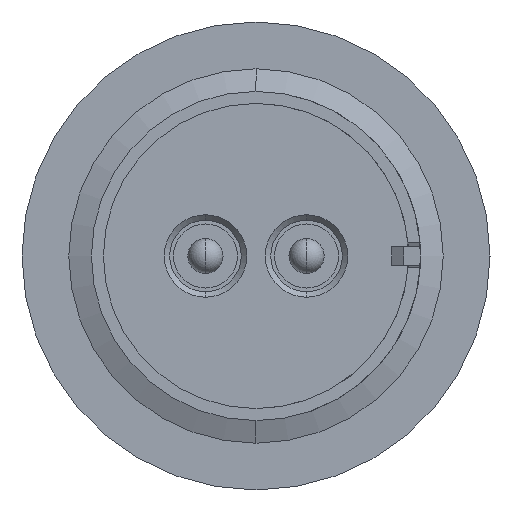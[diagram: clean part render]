
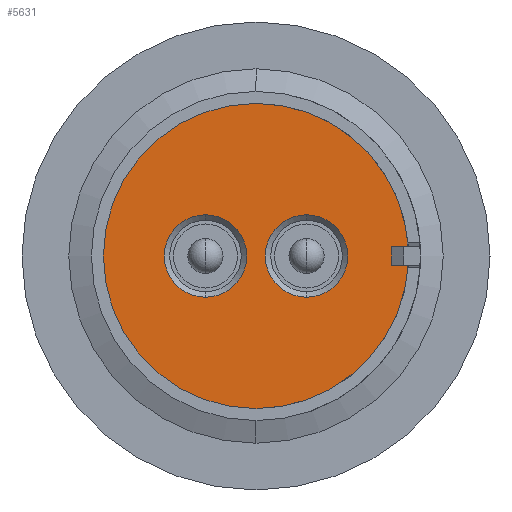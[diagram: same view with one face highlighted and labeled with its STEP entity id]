
A CAD part, front view. The second image highlights one B-rep face of the part: STEP entity #5631.
In plain terms, the highlighted planar face has unit normal (0, -1, 0).
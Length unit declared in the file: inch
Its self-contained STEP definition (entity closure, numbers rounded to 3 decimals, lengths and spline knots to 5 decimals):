
#112 = CARTESIAN_POINT ( 'NONE',  ( 0.135, 0., 0. ) ) ;
#113 = DIRECTION ( 'NONE',  ( 0., 1., 0. ) ) ;
#114 = DIRECTION ( 'NONE',  ( 1., 0., 0. ) ) ;
#920 = CARTESIAN_POINT ( 'NONE',  ( -0.135, 0., 0. ) ) ;
#921 = DIRECTION ( 'NONE',  ( 0., 1., 0. ) ) ;
#922 = DIRECTION ( 'NONE',  ( 1., 0., 0. ) ) ;
#980 = CARTESIAN_POINT ( 'NONE',  ( 0.135, 0., 0.11 ) ) ;
#987 = EDGE_CURVE ( 'NONE', #3955, #4022, #3385, .T. ) ;
#999 = EDGE_CURVE ( 'NONE', #4081, #3987, #3368, .T. ) ;
#1080 = EDGE_CURVE ( 'NONE', #3894, #4052, #6033, .T. ) ;
#1176 = ORIENTED_EDGE ( 'NONE', *, *, #987, .T. ) ;
#1192 = ORIENTED_EDGE ( 'NONE', *, *, #1080, .T. ) ;
#1247 = ORIENTED_EDGE ( 'NONE', *, *, #5472, .T. ) ;
#1265 = ORIENTED_EDGE ( 'NONE', *, *, #5411, .T. ) ;
#1319 = ORIENTED_EDGE ( 'NONE', *, *, #3221, .T. ) ;
#1542 = DIRECTION ( 'NONE',  ( 0., -1., 0. ) ) ;
#1543 = FACE_OUTER_BOUND ( 'NONE', #5165, .T. ) ;
#1545 = CARTESIAN_POINT ( 'NONE',  ( 0., 0., 0. ) ) ;
#1546 = FACE_BOUND ( 'NONE', #5068, .T. ) ;
#1547 = FACE_BOUND ( 'NONE', #3877, .T. ) ;
#1548 = PLANE ( 'NONE',  #5501 ) ;
#1549 = DIRECTION ( 'NONE',  ( 1., 0., 0. ) ) ;
#1923 = AXIS2_PLACEMENT_3D ( 'NONE', #3034, #3035, #3036 ) ;
#1982 = CIRCLE ( 'NONE', #1923, 0.4525 ) ;
#2053 = CARTESIAN_POINT ( 'NONE',  ( -0.135, 0., 0.11 ) ) ;
#2085 = CARTESIAN_POINT ( 'NONE',  ( 0.4525, 0., 0. ) ) ;
#2120 = CARTESIAN_POINT ( 'NONE',  ( -0.135, 0., -0.11 ) ) ;
#2150 = CARTESIAN_POINT ( 'NONE',  ( 0.135, 0., -0.11 ) ) ;
#2179 = CARTESIAN_POINT ( 'NONE',  ( -0.4525, 0., 0. ) ) ;
#2831 = CARTESIAN_POINT ( 'NONE',  ( 0.135, 0., 0. ) ) ;
#2832 = DIRECTION ( 'NONE',  ( 0., 1., 0. ) ) ;
#2833 = DIRECTION ( 'NONE',  ( 1., 0., 0. ) ) ;
#3034 = CARTESIAN_POINT ( 'NONE',  ( 0., 0., 0. ) ) ;
#3035 = DIRECTION ( 'NONE',  ( 0., -1., 0. ) ) ;
#3036 = DIRECTION ( 'NONE',  ( 1., 0., 0. ) ) ;
#3221 = EDGE_CURVE ( 'NONE', #4022, #3955, #3487, .T. ) ;
#3245 = CIRCLE ( 'NONE', #3250, 0.11 ) ;
#3250 = AXIS2_PLACEMENT_3D ( 'NONE', #2831, #2832, #2833 ) ;
#3368 = CIRCLE ( 'NONE', #3398, 0.4525 ) ;
#3379 = AXIS2_PLACEMENT_3D ( 'NONE', #4856, #4857, #4858 ) ;
#3385 = CIRCLE ( 'NONE', #3379, 0.11 ) ;
#3398 = AXIS2_PLACEMENT_3D ( 'NONE', #4896, #4897, #4898 ) ;
#3480 = AXIS2_PLACEMENT_3D ( 'NONE', #920, #921, #922 ) ;
#3487 = CIRCLE ( 'NONE', #3480, 0.11 ) ;
#3784 = ORIENTED_EDGE ( 'NONE', *, *, #999, .T. ) ;
#3877 = EDGE_LOOP ( 'NONE', ( #1265, #1192 ) ) ;
#3894 = VERTEX_POINT ( 'NONE', #980 ) ;
#3955 = VERTEX_POINT ( 'NONE', #2053 ) ;
#3987 = VERTEX_POINT ( 'NONE', #2085 ) ;
#4022 = VERTEX_POINT ( 'NONE', #2120 ) ;
#4052 = VERTEX_POINT ( 'NONE', #2150 ) ;
#4081 = VERTEX_POINT ( 'NONE', #2179 ) ;
#4856 = CARTESIAN_POINT ( 'NONE',  ( -0.135, 0., 0. ) ) ;
#4857 = DIRECTION ( 'NONE',  ( 0., 1., 0. ) ) ;
#4858 = DIRECTION ( 'NONE',  ( 1., 0., 0. ) ) ;
#4896 = CARTESIAN_POINT ( 'NONE',  ( 0., 0., 0. ) ) ;
#4897 = DIRECTION ( 'NONE',  ( 0., -1., 0. ) ) ;
#4898 = DIRECTION ( 'NONE',  ( 1., 0., 0. ) ) ;
#5068 = EDGE_LOOP ( 'NONE', ( #1319, #1176 ) ) ;
#5165 = EDGE_LOOP ( 'NONE', ( #3784, #1247 ) ) ;
#5411 = EDGE_CURVE ( 'NONE', #4052, #3894, #3245, .T. ) ;
#5472 = EDGE_CURVE ( 'NONE', #3987, #4081, #1982, .T. ) ;
#5501 = AXIS2_PLACEMENT_3D ( 'NONE', #1545, #1542, #1549 ) ;
#5631 = ADVANCED_FACE ( 'NONE', ( #1543, #1546, #1547 ), #1548, .T. ) ;
#5757 = AXIS2_PLACEMENT_3D ( 'NONE', #112, #113, #114 ) ;
#6033 = CIRCLE ( 'NONE', #5757, 0.11 ) ;
